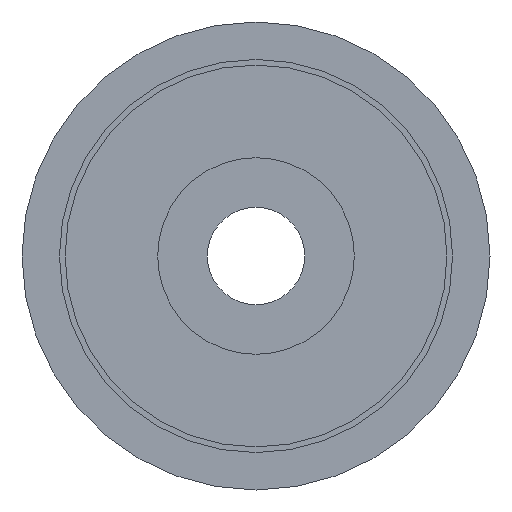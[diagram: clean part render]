
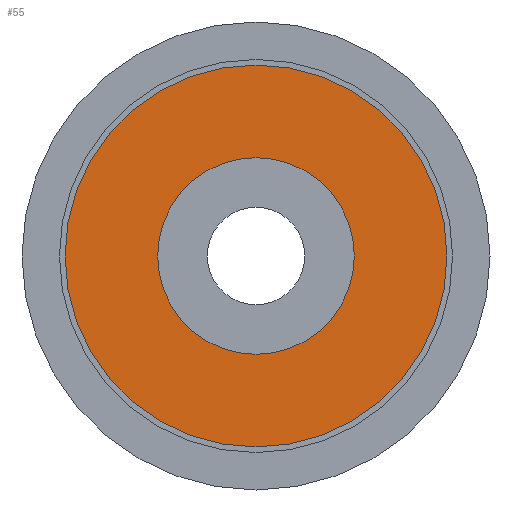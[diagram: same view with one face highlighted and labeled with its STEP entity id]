
A CAD part, front view. The second image highlights one B-rep face of the part: STEP entity #55.
In plain terms, the highlighted planar face has unit normal (0, -1, 0).
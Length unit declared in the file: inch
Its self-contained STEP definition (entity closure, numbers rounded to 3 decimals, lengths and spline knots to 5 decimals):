
#7 = EDGE_CURVE ( 'NONE', #193, #194, #75, .T. ) ;
#10 = EDGE_CURVE ( 'NONE', #197, #198, #77, .T. ) ;
#26 = AXIS2_PLACEMENT_3D ( 'NONE', #570, #574, #575 ) ;
#28 = AXIS2_PLACEMENT_3D ( 'NONE', #576, #577, #578 ) ;
#55 = ADVANCED_FACE ( 'NONE', ( #868, #862 ), #433, .T. ) ;
#75 = CIRCLE ( 'NONE', #319, 0.13125 ) ;
#77 = CIRCLE ( 'NONE', #315, 0.255 ) ;
#99 = CIRCLE ( 'NONE', #26, 0.255 ) ;
#101 = CIRCLE ( 'NONE', #28, 0.13125 ) ;
#193 = VERTEX_POINT ( 'NONE', #541 ) ;
#194 = VERTEX_POINT ( 'NONE', #542 ) ;
#197 = VERTEX_POINT ( 'NONE', #545 ) ;
#198 = VERTEX_POINT ( 'NONE', #546 ) ;
#266 = ORIENTED_EDGE ( 'NONE', *, *, #334, .T. ) ;
#267 = ORIENTED_EDGE ( 'NONE', *, *, #7, .F. ) ;
#269 = ORIENTED_EDGE ( 'NONE', *, *, #10, .T. ) ;
#270 = ORIENTED_EDGE ( 'NONE', *, *, #335, .F. ) ;
#315 = AXIS2_PLACEMENT_3D ( 'NONE', #889, #339, #340 ) ;
#319 = AXIS2_PLACEMENT_3D ( 'NONE', #893, #894, #895 ) ;
#334 = EDGE_CURVE ( 'NONE', #198, #197, #99, .T. ) ;
#335 = EDGE_CURVE ( 'NONE', #194, #193, #101, .T. ) ;
#339 = DIRECTION ( 'NONE',  ( 0., -1., 0. ) ) ;
#340 = DIRECTION ( 'NONE',  ( 0., 0., -1. ) ) ;
#433 = PLANE ( 'NONE',  #872 ) ;
#434 = CARTESIAN_POINT ( 'NONE',  ( 0., 0., 0. ) ) ;
#435 = DIRECTION ( 'NONE',  ( 0., -1., 0. ) ) ;
#436 = DIRECTION ( 'NONE',  ( 0., 0., -1. ) ) ;
#541 = CARTESIAN_POINT ( 'NONE',  ( 0., 0., 0.13125 ) ) ;
#542 = CARTESIAN_POINT ( 'NONE',  ( 0., 0., -0.13125 ) ) ;
#545 = CARTESIAN_POINT ( 'NONE',  ( 0., 0., -0.255 ) ) ;
#546 = CARTESIAN_POINT ( 'NONE',  ( 0., 0., 0.255 ) ) ;
#570 = CARTESIAN_POINT ( 'NONE',  ( 0., 0., 0. ) ) ;
#574 = DIRECTION ( 'NONE',  ( 0., -1., 0. ) ) ;
#575 = DIRECTION ( 'NONE',  ( 0., 0., -1. ) ) ;
#576 = CARTESIAN_POINT ( 'NONE',  ( 0., 0., 0. ) ) ;
#577 = DIRECTION ( 'NONE',  ( 0., -1., 0. ) ) ;
#578 = DIRECTION ( 'NONE',  ( 0., 0., -1. ) ) ;
#813 = EDGE_LOOP ( 'NONE', ( #266, #269 ) ) ;
#814 = EDGE_LOOP ( 'NONE', ( #267, #270 ) ) ;
#862 = FACE_BOUND ( 'NONE', #814, .T. ) ;
#868 = FACE_OUTER_BOUND ( 'NONE', #813, .T. ) ;
#872 = AXIS2_PLACEMENT_3D ( 'NONE', #434, #435, #436 ) ;
#889 = CARTESIAN_POINT ( 'NONE',  ( 0., 0., 0. ) ) ;
#893 = CARTESIAN_POINT ( 'NONE',  ( 0., 0., 0. ) ) ;
#894 = DIRECTION ( 'NONE',  ( 0., -1., 0. ) ) ;
#895 = DIRECTION ( 'NONE',  ( 0., 0., -1. ) ) ;
